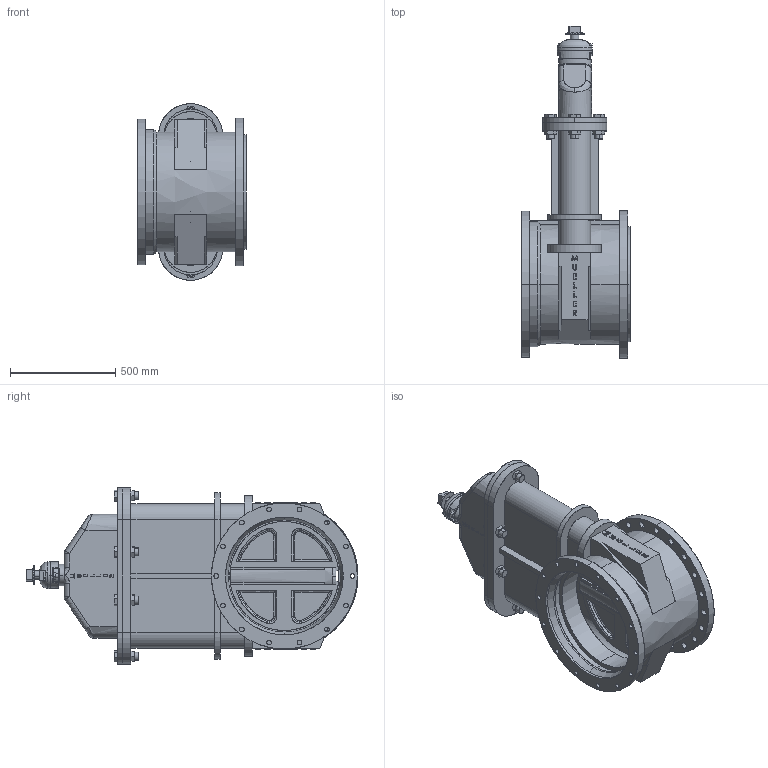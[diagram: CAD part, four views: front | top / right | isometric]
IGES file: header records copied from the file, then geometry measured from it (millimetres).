
Start section: SolidWorks IGES file using analytic representation for surfaces
Global section: file name: T-2361-16-20.IGS; native system: SolidWorks 2014; preprocessor: SolidWorks 2014; author: ADMIN; date: 140222.155705; units: inch
Bounding box: 514.35 x 1574.74 x 838.2 mm (x, y, z)
Surface area: 7016439.1 mm2 (no closed solid volume)
Topology: 0 solids, 0 shells, 1141 faces, 21353 edges, 21353 vertices
Faces by surface type: bspline 812, revolution 329
